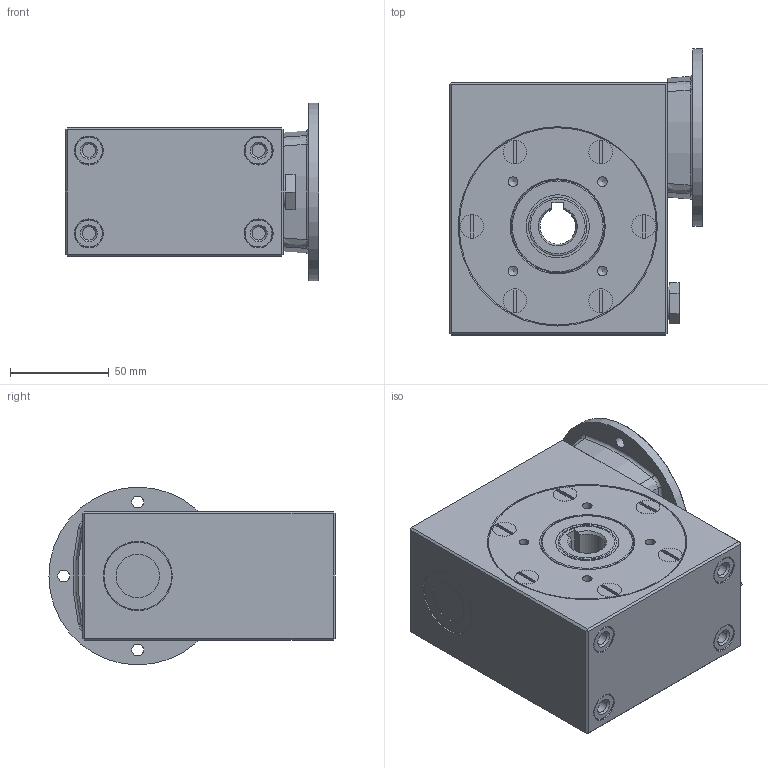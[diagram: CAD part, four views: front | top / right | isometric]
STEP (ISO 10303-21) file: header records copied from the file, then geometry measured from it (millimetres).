
FILE_DESCRIPTION( ( 'Unknown' ), '1' );
FILE_NAME( '72E8D72E720939847516486FBBB1.3d.stp', 'Unknown', ( 'Unknown' ), ( 'Unknown' ), 'PSStep 10.1', 'Unknown', ' ' );
FILE_SCHEMA( ( 'AUTOMOTIVE_DESIGN { 1 0 10303 214 1 1 1 1 }' ) );
Length unit declared in the file: millimetre
Products named in the file (1): I458800
Bounding box: 128.5 x 145 x 90 mm (x, y, z)
Volume: 943104.2 mm3; surface area: 87550.5 mm2
Topology: 1 solids, 14 shells, 373 faces, 862 edges, 556 vertices
Faces by surface type: plane 173, cylinder 103, cone 64, torus 25, bspline 8
Full cylindrical faces by diameter (mm): 4.917 x12, 6 x8, 6.5 x4, 6.647 x4, 10 x4, 10.106 x4, 10.5 x4, 12 x4, 12.1 x4, 14 x4, 14.1 x4, 16.5 x1, 18.01 x1, 22 x1, 25 x1, 29.5 x2, 32 x2, 34.246 x1, 35 x1, 40 x1, 47 x3, 51.8 x1, 90 x1, 100 x1
Entity records: 13025 total; most frequent: CARTESIAN_POINT 2581, DIRECTION 1632, ORIENTED_EDGE 1230, AXIS2_PLACEMENT_3D 693, EDGE_CURVE 615, EDGE_LOOP 580, FACE_OUTER_BOUND 467, VERTEX_POINT 461
